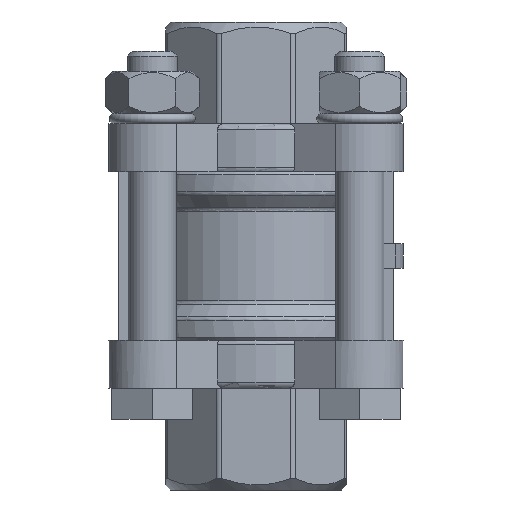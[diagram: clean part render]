
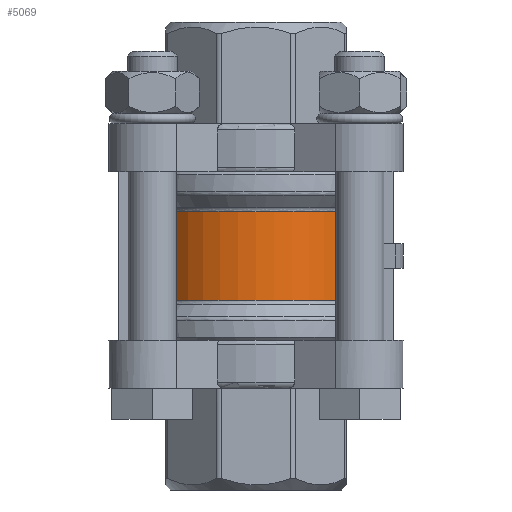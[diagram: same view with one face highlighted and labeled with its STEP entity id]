
A CAD part, front view. The second image highlights one B-rep face of the part: STEP entity #5069.
In plain terms, the highlighted cylindrical face has radius 17 mm (diameter 34 mm), a partial arc.
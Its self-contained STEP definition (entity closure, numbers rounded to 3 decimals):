
#104=CIRCLE('',#5438,17.);
#105=CIRCLE('',#5440,17.);
#106=CIRCLE('',#5441,17.);
#107=CIRCLE('',#5442,17.);
#301=CYLINDRICAL_SURFACE('',#5439,17.);
#381=B_SPLINE_CURVE_WITH_KNOTS('',3,(#7681,#7682,#7683,#7684,#7685),
 .UNSPECIFIED.,.F.,.F.,(4,1,4),(0.01,0.013,0.016),
 .UNSPECIFIED.);
#382=B_SPLINE_CURVE_WITH_KNOTS('',3,(#7693,#7694,#7695,#7696),
 .UNSPECIFIED.,.F.,.F.,(4,4),(0.02,0.026),
 .UNSPECIFIED.);
#390=B_SPLINE_CURVE_WITH_KNOTS('',3,(#7735,#7736,#7737,#7738,#7739,#7740,
#7741),.UNSPECIFIED.,.F.,.F.,(4,1,1,1,4),(0.047,0.051,
0.055,0.059,0.063),.UNSPECIFIED.);
#713=ORIENTED_EDGE('',*,*,#2119,.F.);
#714=ORIENTED_EDGE('',*,*,#2139,.T.);
#715=ORIENTED_EDGE('',*,*,#2131,.F.);
#716=ORIENTED_EDGE('',*,*,#2140,.F.);
#717=ORIENTED_EDGE('',*,*,#2123,.F.);
#718=ORIENTED_EDGE('',*,*,#2141,.F.);
#719=ORIENTED_EDGE('',*,*,#2142,.F.);
#720=ORIENTED_EDGE('',*,*,#2143,.T.);
#2119=EDGE_CURVE('',#2831,#2832,#381,.T.);
#2123=EDGE_CURVE('',#2835,#2836,#382,.T.);
#2131=EDGE_CURVE('',#2843,#2844,#390,.T.);
#2139=EDGE_CURVE('',#2831,#2844,#104,.T.);
#2140=EDGE_CURVE('',#2836,#2843,#105,.T.);
#2141=EDGE_CURVE('',#2848,#2835,#106,.T.);
#2142=EDGE_CURVE('',#2849,#2848,#3329,.T.);
#2143=EDGE_CURVE('',#2849,#2832,#107,.T.);
#2831=VERTEX_POINT('',#7680);
#2832=VERTEX_POINT('',#7686);
#2835=VERTEX_POINT('',#7692);
#2836=VERTEX_POINT('',#7697);
#2843=VERTEX_POINT('',#7734);
#2844=VERTEX_POINT('',#7742);
#2848=VERTEX_POINT('',#7770);
#2849=VERTEX_POINT('',#7772);
#3329=LINE('',#7771,#3706);
#3706=VECTOR('',#6149,1000.);
#4026=EDGE_LOOP('',(#713,#714,#715,#716,#717,#718,#719,#720));
#4455=FACE_BOUND('',#4026,.T.);
#5069=ADVANCED_FACE('',(#4455),#301,.T.);
#5438=AXIS2_PLACEMENT_3D('',#7766,#6141,#6142);
#5439=AXIS2_PLACEMENT_3D('',#7767,#6143,#6144);
#5440=AXIS2_PLACEMENT_3D('',#7768,#6145,#6146);
#5441=AXIS2_PLACEMENT_3D('',#7769,#6147,#6148);
#5442=AXIS2_PLACEMENT_3D('',#7773,#6150,#6151);
#6141=DIRECTION('',(0.,0.,-1.));
#6142=DIRECTION('',(-1.,0.,0.));
#6143=DIRECTION('',(0.,0.,-1.));
#6144=DIRECTION('',(-1.,0.,0.));
#6145=DIRECTION('',(0.,0.,-1.));
#6146=DIRECTION('',(-1.,0.,0.));
#6147=DIRECTION('',(0.,0.,1.));
#6148=DIRECTION('',(1.,0.,0.));
#6149=DIRECTION('',(0.,0.,-1.));
#6150=DIRECTION('',(0.,0.,1.));
#6151=DIRECTION('',(1.,0.,0.));
#7680=CARTESIAN_POINT('',(8.866,14.505,7.087));
#7681=CARTESIAN_POINT('',(8.866,14.505,7.087));
#7682=CARTESIAN_POINT('',(9.444,14.151,6.363));
#7683=CARTESIAN_POINT('',(10.409,13.468,4.807));
#7684=CARTESIAN_POINT('',(11.001,12.962,2.956));
#7685=CARTESIAN_POINT('',(11.172,12.813,2.));
#7686=CARTESIAN_POINT('',(11.172,12.813,2.));
#7692=CARTESIAN_POINT('',(11.172,12.813,-2.));
#7693=CARTESIAN_POINT('',(11.172,12.813,-2.));
#7694=CARTESIAN_POINT('',(10.829,13.112,-3.916));
#7695=CARTESIAN_POINT('',(10.012,13.805,-5.653));
#7696=CARTESIAN_POINT('',(8.866,14.505,-7.087));
#7697=CARTESIAN_POINT('',(8.866,14.505,-7.087));
#7734=CARTESIAN_POINT('',(-8.866,14.505,-7.087));
#7735=CARTESIAN_POINT('',(-8.866,14.505,-7.087));
#7736=CARTESIAN_POINT('',(-9.633,14.036,-6.127));
#7737=CARTESIAN_POINT('',(-10.873,13.103,-3.947));
#7738=CARTESIAN_POINT('',(-11.588,12.433,-0.004));
#7739=CARTESIAN_POINT('',(-10.873,13.103,3.951));
#7740=CARTESIAN_POINT('',(-9.634,14.035,6.125));
#7741=CARTESIAN_POINT('',(-8.866,14.505,7.087));
#7742=CARTESIAN_POINT('',(-8.866,14.505,7.087));
#7766=CARTESIAN_POINT('',(0.,0.,7.087));
#7767=CARTESIAN_POINT('',(0.,0.,-37.5));
#7768=CARTESIAN_POINT('',(0.,0.,-7.087));
#7769=CARTESIAN_POINT('',(0.,0.,-2.));
#7770=CARTESIAN_POINT('',(16.512,4.043,-2.));
#7771=CARTESIAN_POINT('',(16.512,4.043,-37.5));
#7772=CARTESIAN_POINT('',(16.512,4.043,2.));
#7773=CARTESIAN_POINT('',(0.,0.,2.));
